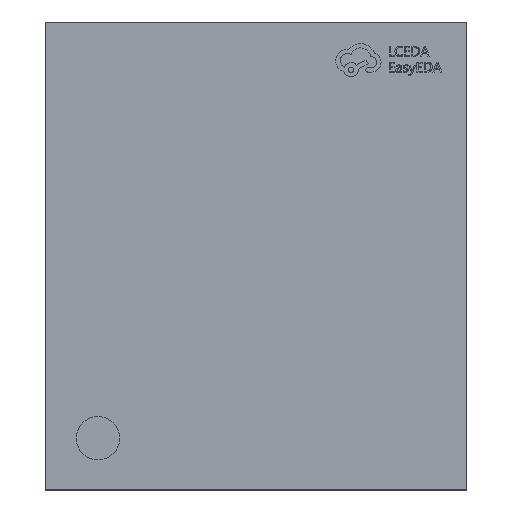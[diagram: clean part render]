
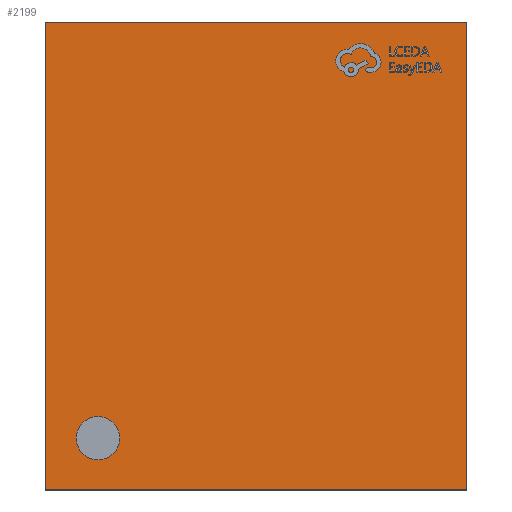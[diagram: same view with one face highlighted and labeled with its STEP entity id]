
A CAD part, top view. The second image highlights one B-rep face of the part: STEP entity #2199.
In plain terms, the highlighted planar face has unit normal (0, 0, 1).
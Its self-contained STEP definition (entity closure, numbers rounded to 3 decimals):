
#30 = EDGE_CURVE ( 'NONE', #14918, #5567, #1719, .T. ) ;
#589 = DIRECTION ( 'NONE',  ( 0., -1., 0. ) ) ;
#700 = DIRECTION ( 'NONE',  ( 1., 0., 0. ) ) ;
#736 = VERTEX_POINT ( 'NONE', #15398 ) ;
#1228 = VECTOR ( 'NONE', #4804, 1000. ) ;
#1719 = CIRCLE ( 'NONE', #3864, 0.093 ) ;
#1873 = FACE_OUTER_BOUND ( 'NONE', #15626, .T. ) ;
#2019 = VERTEX_POINT ( 'NONE', #12810 ) ;
#2199 = ADVANCED_FACE ( 'NONE', ( #8419, #1873 ), #13478, .T. ) ;
#2236 = CARTESIAN_POINT ( 'NONE',  ( 0.9, 1., 0.4 ) ) ;
#2363 = CIRCLE ( 'NONE', #4256, 0.093 ) ;
#2613 = DIRECTION ( 'NONE',  ( 1., 0., 0. ) ) ;
#2710 = EDGE_CURVE ( 'NONE', #736, #2019, #13463, .T. ) ;
#2913 = DIRECTION ( 'NONE',  ( 0., 0., 1. ) ) ;
#3293 = DIRECTION ( 'NONE',  ( 0., 0., 1. ) ) ;
#3316 = EDGE_CURVE ( 'NONE', #5567, #14918, #2363, .T. ) ;
#3380 = AXIS2_PLACEMENT_3D ( 'NONE', #7012, #3293, #700 ) ;
#3416 = VECTOR ( 'NONE', #15962, 1000. ) ;
#3864 = AXIS2_PLACEMENT_3D ( 'NONE', #14437, #2913, #5524 ) ;
#4256 = AXIS2_PLACEMENT_3D ( 'NONE', #14140, #14230, #2613 ) ;
#4804 = DIRECTION ( 'NONE',  ( -1., 0., 0. ) ) ;
#5428 = CARTESIAN_POINT ( 'NONE',  ( -0.9, 1., 0.4 ) ) ;
#5524 = DIRECTION ( 'NONE',  ( 1., 0., 0. ) ) ;
#5567 = VERTEX_POINT ( 'NONE', #15069 ) ;
#5661 = CARTESIAN_POINT ( 'NONE',  ( -0.9, -1., 0.4 ) ) ;
#5860 = ORIENTED_EDGE ( 'NONE', *, *, #2710, .T. ) ;
#7012 = CARTESIAN_POINT ( 'NONE',  ( 0., 0., 0.4 ) ) ;
#7322 = CARTESIAN_POINT ( 'NONE',  ( -0.9, 1., 0.4 ) ) ;
#8169 = EDGE_CURVE ( 'NONE', #15522, #736, #13452, .T. ) ;
#8419 = FACE_BOUND ( 'NONE', #9192, .T. ) ;
#8991 = ORIENTED_EDGE ( 'NONE', *, *, #8169, .T. ) ;
#9040 = CARTESIAN_POINT ( 'NONE',  ( -0.769, -0.779, 0.4 ) ) ;
#9192 = EDGE_LOOP ( 'NONE', ( #15385, #9494 ) ) ;
#9494 = ORIENTED_EDGE ( 'NONE', *, *, #30, .F. ) ;
#10067 = LINE ( 'NONE', #10161, #16000 ) ;
#10161 = CARTESIAN_POINT ( 'NONE',  ( 0.9, 1., 0.4 ) ) ;
#10292 = ORIENTED_EDGE ( 'NONE', *, *, #16322, .T. ) ;
#10473 = VERTEX_POINT ( 'NONE', #2236 ) ;
#12810 = CARTESIAN_POINT ( 'NONE',  ( 0.9, -1., 0.4 ) ) ;
#13407 = VECTOR ( 'NONE', #589, 1000. ) ;
#13452 = LINE ( 'NONE', #14615, #13407 ) ;
#13463 = LINE ( 'NONE', #5661, #3416 ) ;
#13478 = PLANE ( 'NONE',  #3380 ) ;
#14140 = CARTESIAN_POINT ( 'NONE',  ( -0.676, -0.779, 0.4 ) ) ;
#14218 = ORIENTED_EDGE ( 'NONE', *, *, #16567, .T. ) ;
#14230 = DIRECTION ( 'NONE',  ( 0., 0., 1. ) ) ;
#14437 = CARTESIAN_POINT ( 'NONE',  ( -0.676, -0.779, 0.4 ) ) ;
#14615 = CARTESIAN_POINT ( 'NONE',  ( -0.9, 1., 0.4 ) ) ;
#14918 = VERTEX_POINT ( 'NONE', #9040 ) ;
#15069 = CARTESIAN_POINT ( 'NONE',  ( -0.583, -0.779, 0.4 ) ) ;
#15385 = ORIENTED_EDGE ( 'NONE', *, *, #3316, .F. ) ;
#15398 = CARTESIAN_POINT ( 'NONE',  ( -0.9, -1., 0.4 ) ) ;
#15522 = VERTEX_POINT ( 'NONE', #5428 ) ;
#15626 = EDGE_LOOP ( 'NONE', ( #14218, #10292, #8991, #5860 ) ) ;
#15962 = DIRECTION ( 'NONE',  ( 1., 0., 0. ) ) ;
#16000 = VECTOR ( 'NONE', #16630, 1000. ) ;
#16300 = LINE ( 'NONE', #7322, #1228 ) ;
#16322 = EDGE_CURVE ( 'NONE', #10473, #15522, #16300, .T. ) ;
#16567 = EDGE_CURVE ( 'NONE', #2019, #10473, #10067, .T. ) ;
#16630 = DIRECTION ( 'NONE',  ( 0., 1., 0. ) ) ;
